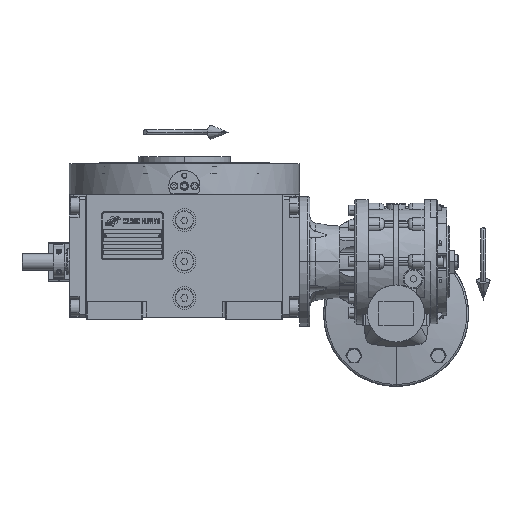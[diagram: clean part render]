
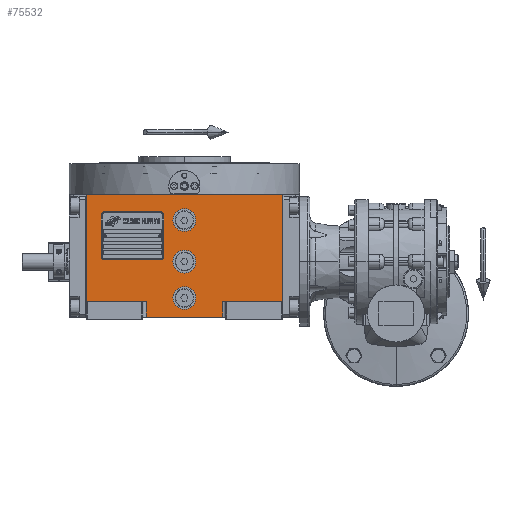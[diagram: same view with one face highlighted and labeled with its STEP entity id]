
A CAD part, top view. The second image highlights one B-rep face of the part: STEP entity #75532.
In plain terms, the highlighted planar face has unit normal (0, 0, 1).
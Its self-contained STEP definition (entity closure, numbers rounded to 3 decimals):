
#1482 = CARTESIAN_POINT ( 'NONE',  ( 94.5, -38.5, 163.5 ) ) ;
#1660 = CARTESIAN_POINT ( 'NONE',  ( -11., 0., 163.5 ) ) ;
#2501 = LINE ( 'NONE', #75303, #55020 ) ;
#3465 = CARTESIAN_POINT ( 'NONE',  ( 0., 0., 163.5 ) ) ;
#5291 = EDGE_CURVE ( 'NONE', #62250, #108998, #15028, .T. ) ;
#7485 = EDGE_CURVE ( 'NONE', #98268, #29009, #27418, .T. ) ;
#10597 = ORIENTED_EDGE ( 'NONE', *, *, #45495, .F. ) ;
#11183 = CARTESIAN_POINT ( 'NONE',  ( -37., -53.5, 163.5 ) ) ;
#12732 = ORIENTED_EDGE ( 'NONE', *, *, #5291, .F. ) ;
#13675 = ORIENTED_EDGE ( 'NONE', *, *, #70345, .F. ) ;
#14909 = AXIS2_PLACEMENT_3D ( 'NONE', #133483, #71756, #122564 ) ;
#15028 = LINE ( 'NONE', #56949, #99738 ) ;
#15699 = DIRECTION ( 'NONE',  ( 1., 0., 0. ) ) ;
#16110 = FACE_BOUND ( 'NONE', #73503, .T. ) ;
#18644 = CIRCLE ( 'NONE', #84393, 11. ) ;
#19868 = CARTESIAN_POINT ( 'NONE',  ( 11., 40., 163.5 ) ) ;
#20145 = VERTEX_POINT ( 'NONE', #72665 ) ;
#21364 = ORIENTED_EDGE ( 'NONE', *, *, #109917, .F. ) ;
#22981 = VECTOR ( 'NONE', #23439, 1000. ) ;
#23121 = CIRCLE ( 'NONE', #86711, 11. ) ;
#23336 = CARTESIAN_POINT ( 'NONE',  ( -94.5, -38.5, 163.5 ) ) ;
#23439 = DIRECTION ( 'NONE',  ( 1., 0., 0. ) ) ;
#23445 = DIRECTION ( 'NONE',  ( 1., 0., 0. ) ) ;
#25283 = VECTOR ( 'NONE', #31043, 1000. ) ;
#25621 = EDGE_LOOP ( 'NONE', ( #13675, #21364 ) ) ;
#27418 = LINE ( 'NONE', #98820, #126602 ) ;
#29009 = VERTEX_POINT ( 'NONE', #120964 ) ;
#31043 = DIRECTION ( 'NONE',  ( 1., 0., 0. ) ) ;
#31546 = CARTESIAN_POINT ( 'NONE',  ( -94.5, 64.5, 163.5 ) ) ;
#32702 = AXIS2_PLACEMENT_3D ( 'NONE', #90603, #131735, #68659 ) ;
#33745 = LINE ( 'NONE', #75626, #22981 ) ;
#34762 = DIRECTION ( 'NONE',  ( 1., 0., 0. ) ) ;
#37011 = LINE ( 'NONE', #23336, #46678 ) ;
#38227 = VERTEX_POINT ( 'NONE', #31546 ) ;
#40977 = CARTESIAN_POINT ( 'NONE',  ( -94.5, -38.5, 163.5 ) ) ;
#41121 = DIRECTION ( 'NONE',  ( 0., 1., 0. ) ) ;
#43407 = ORIENTED_EDGE ( 'NONE', *, *, #103537, .F. ) ;
#44793 = ORIENTED_EDGE ( 'NONE', *, *, #99539, .F. ) ;
#45346 = DIRECTION ( 'NONE',  ( 0., 0., 1. ) ) ;
#45495 = EDGE_CURVE ( 'NONE', #68252, #38227, #62945, .T. ) ;
#46678 = VECTOR ( 'NONE', #15699, 1000. ) ;
#49087 = VERTEX_POINT ( 'NONE', #128257 ) ;
#50926 = CARTESIAN_POINT ( 'NONE',  ( 0., 0., 163.5 ) ) ;
#52627 = DIRECTION ( 'NONE',  ( 0., 1., 0. ) ) ;
#55020 = VECTOR ( 'NONE', #34762, 1000. ) ;
#55335 = CARTESIAN_POINT ( 'NONE',  ( 0., -35., 163.5 ) ) ;
#56736 = VECTOR ( 'NONE', #41121, 1000. ) ;
#56949 = CARTESIAN_POINT ( 'NONE',  ( 37., -38.5, 163.5 ) ) ;
#58620 = CARTESIAN_POINT ( 'NONE',  ( -94.5, -38.5, 163.5 ) ) ;
#59012 = AXIS2_PLACEMENT_3D ( 'NONE', #3465, #45346, #87224 ) ;
#62250 = VERTEX_POINT ( 'NONE', #120658 ) ;
#62611 = CARTESIAN_POINT ( 'NONE',  ( -94.5, 64.5, 163.5 ) ) ;
#62945 = LINE ( 'NONE', #40977, #99609 ) ;
#66970 = FACE_OUTER_BOUND ( 'NONE', #96509, .T. ) ;
#67663 = FACE_BOUND ( 'NONE', #25621, .T. ) ;
#67914 = CARTESIAN_POINT ( 'NONE',  ( -11., -35., 163.5 ) ) ;
#67937 = DIRECTION ( 'NONE',  ( 0., -1., 0. ) ) ;
#68252 = VERTEX_POINT ( 'NONE', #58620 ) ;
#68659 = DIRECTION ( 'NONE',  ( -1., 0., 0. ) ) ;
#70345 = EDGE_CURVE ( 'NONE', #132799, #20145, #96980, .T. ) ;
#70657 = AXIS2_PLACEMENT_3D ( 'NONE', #70670, #91936, #122127 ) ;
#70670 = CARTESIAN_POINT ( 'NONE',  ( 0., 40., 163.5 ) ) ;
#71756 = DIRECTION ( 'NONE',  ( 0., 0., 1. ) ) ;
#72665 = CARTESIAN_POINT ( 'NONE',  ( -11., 40., 163.5 ) ) ;
#73503 = EDGE_LOOP ( 'NONE', ( #44793, #75099 ) ) ;
#75099 = ORIENTED_EDGE ( 'NONE', *, *, #103977, .F. ) ;
#75303 = CARTESIAN_POINT ( 'NONE',  ( 37., -38.5, 163.5 ) ) ;
#75532 = ADVANCED_FACE ( 'NONE', ( #119130, #16110, #67663, #66970 ), #109506, .T. ) ;
#75626 = CARTESIAN_POINT ( 'NONE',  ( -37., -53.5, 163.5 ) ) ;
#76021 = ORIENTED_EDGE ( 'NONE', *, *, #111478, .T. ) ;
#76901 = DIRECTION ( 'NONE',  ( 0., 1., 0. ) ) ;
#77595 = VERTEX_POINT ( 'NONE', #67914 ) ;
#80693 = EDGE_CURVE ( 'NONE', #68252, #49087, #37011, .T. ) ;
#80870 = CIRCLE ( 'NONE', #59012, 11. ) ;
#84393 = AXIS2_PLACEMENT_3D ( 'NONE', #129096, #108529, #23445 ) ;
#84976 = EDGE_CURVE ( 'NONE', #105766, #108998, #33745, .T. ) ;
#86711 = AXIS2_PLACEMENT_3D ( 'NONE', #55335, #87607, #128745 ) ;
#87224 = DIRECTION ( 'NONE',  ( -1., 0., 0. ) ) ;
#87607 = DIRECTION ( 'NONE',  ( 0., 0., 1. ) ) ;
#90603 = CARTESIAN_POINT ( 'NONE',  ( 0., 40., 163.5 ) ) ;
#90959 = ORIENTED_EDGE ( 'NONE', *, *, #80693, .T. ) ;
#91904 = CIRCLE ( 'NONE', #32702, 11. ) ;
#91936 = DIRECTION ( 'NONE',  ( 0., 0., 1. ) ) ;
#92146 = DIRECTION ( 'NONE',  ( 1., 0., 0. ) ) ;
#92812 = DIRECTION ( 'NONE',  ( 0., 0., 1. ) ) ;
#93304 = LINE ( 'NONE', #135101, #56736 ) ;
#93426 = ORIENTED_EDGE ( 'NONE', *, *, #129865, .F. ) ;
#93971 = CIRCLE ( 'NONE', #124641, 11. ) ;
#96509 = EDGE_LOOP ( 'NONE', ( #128795, #12732, #76021, #102717, #43407, #10597, #90959, #133804 ) ) ;
#96980 = CIRCLE ( 'NONE', #70657, 11. ) ;
#98268 = VERTEX_POINT ( 'NONE', #1482 ) ;
#98820 = CARTESIAN_POINT ( 'NONE',  ( 94.5, -38.5, 163.5 ) ) ;
#99539 = EDGE_CURVE ( 'NONE', #106771, #77595, #18644, .T. ) ;
#99609 = VECTOR ( 'NONE', #52627, 1000. ) ;
#99738 = VECTOR ( 'NONE', #67937, 1000. ) ;
#102717 = ORIENTED_EDGE ( 'NONE', *, *, #7485, .T. ) ;
#103537 = EDGE_CURVE ( 'NONE', #38227, #29009, #125053, .T. ) ;
#103977 = EDGE_CURVE ( 'NONE', #77595, #106771, #23121, .T. ) ;
#105766 = VERTEX_POINT ( 'NONE', #11183 ) ;
#106771 = VERTEX_POINT ( 'NONE', #120594 ) ;
#108529 = DIRECTION ( 'NONE',  ( 0., 0., 1. ) ) ;
#108998 = VERTEX_POINT ( 'NONE', #124862 ) ;
#109506 = PLANE ( 'NONE',  #14909 ) ;
#109917 = EDGE_CURVE ( 'NONE', #20145, #132799, #91904, .T. ) ;
#111478 = EDGE_CURVE ( 'NONE', #62250, #98268, #2501, .T. ) ;
#113700 = CARTESIAN_POINT ( 'NONE',  ( 11., 0., 163.5 ) ) ;
#117484 = EDGE_LOOP ( 'NONE', ( #127294, #93426 ) ) ;
#119130 = FACE_BOUND ( 'NONE', #117484, .T. ) ;
#120594 = CARTESIAN_POINT ( 'NONE',  ( 11., -35., 163.5 ) ) ;
#120658 = CARTESIAN_POINT ( 'NONE',  ( 37., -38.5, 163.5 ) ) ;
#120964 = CARTESIAN_POINT ( 'NONE',  ( 94.5, 64.5, 163.5 ) ) ;
#122127 = DIRECTION ( 'NONE',  ( 1., 0., 0. ) ) ;
#122564 = DIRECTION ( 'NONE',  ( 1., 0., 0. ) ) ;
#124641 = AXIS2_PLACEMENT_3D ( 'NONE', #50926, #92812, #92146 ) ;
#124862 = CARTESIAN_POINT ( 'NONE',  ( 37., -53.5, 163.5 ) ) ;
#125053 = LINE ( 'NONE', #62611, #25283 ) ;
#126602 = VECTOR ( 'NONE', #76901, 1000. ) ;
#126672 = VERTEX_POINT ( 'NONE', #1660 ) ;
#127294 = ORIENTED_EDGE ( 'NONE', *, *, #129432, .F. ) ;
#128257 = CARTESIAN_POINT ( 'NONE',  ( -37., -38.5, 163.5 ) ) ;
#128745 = DIRECTION ( 'NONE',  ( -1., 0., 0. ) ) ;
#128795 = ORIENTED_EDGE ( 'NONE', *, *, #84976, .T. ) ;
#129096 = CARTESIAN_POINT ( 'NONE',  ( 0., -35., 163.5 ) ) ;
#129432 = EDGE_CURVE ( 'NONE', #130741, #126672, #93971, .T. ) ;
#129865 = EDGE_CURVE ( 'NONE', #126672, #130741, #80870, .T. ) ;
#130033 = EDGE_CURVE ( 'NONE', #105766, #49087, #93304, .T. ) ;
#130741 = VERTEX_POINT ( 'NONE', #113700 ) ;
#131735 = DIRECTION ( 'NONE',  ( 0., 0., 1. ) ) ;
#132799 = VERTEX_POINT ( 'NONE', #19868 ) ;
#133483 = CARTESIAN_POINT ( 'NONE',  ( -94.5, -53.5, 163.5 ) ) ;
#133804 = ORIENTED_EDGE ( 'NONE', *, *, #130033, .F. ) ;
#135101 = CARTESIAN_POINT ( 'NONE',  ( -37., -53.5, 163.5 ) ) ;
